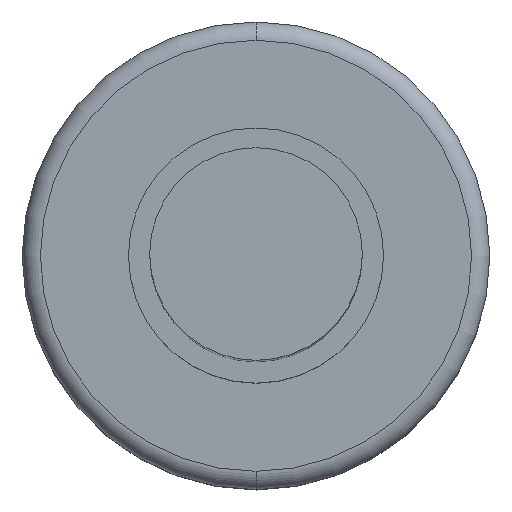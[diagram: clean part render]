
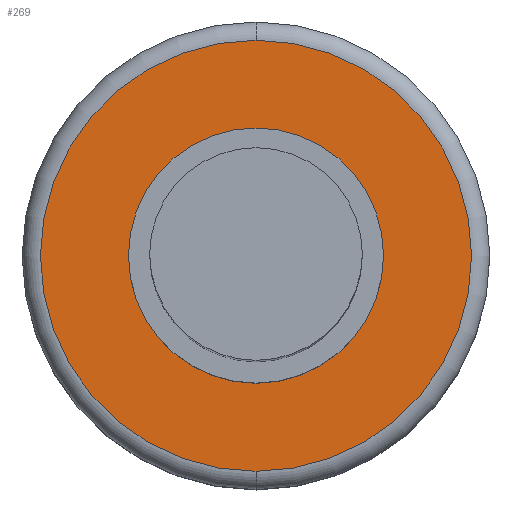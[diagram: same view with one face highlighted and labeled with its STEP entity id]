
A CAD part, top view. The second image highlights one B-rep face of the part: STEP entity #269.
In plain terms, the highlighted planar face has unit normal (0, 0, 1).
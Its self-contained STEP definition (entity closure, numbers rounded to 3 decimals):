
#2=CARTESIAN_POINT('',(0.,0.,0.));
#3=DIRECTION('',(0.,0.,-1.));
#4=DIRECTION('',(0.,1.,0.));
#5=AXIS2_PLACEMENT_3D('',#2,#3,#4);
#15=CARTESIAN_POINT('',(0.,0.,0.));
#16=DIRECTION('',(0.,0.,1.));
#17=DIRECTION('',(0.,1.,0.));
#18=AXIS2_PLACEMENT_3D('',#15,#16,#17);
#58=CARTESIAN_POINT('',(0.,0.,0.));
#59=DIRECTION('',(0.,0.,1.));
#60=DIRECTION('',(0.,1.,0.));
#61=AXIS2_PLACEMENT_3D('',#58,#59,#60);
#78=CARTESIAN_POINT('',(0.,0.,0.));
#79=DIRECTION('',(0.,0.,-1.));
#80=DIRECTION('',(0.,1.,0.));
#81=AXIS2_PLACEMENT_3D('',#78,#79,#80);
#196=CARTESIAN_POINT('',(0.,1.5,0.));
#198=VERTEX_POINT('',#196);
#204=CARTESIAN_POINT('',(0.,-1.5,0.));
#206=VERTEX_POINT('',#204);
#244=CARTESIAN_POINT('',(0.,2.535,0.));
#245=CARTESIAN_POINT('',(0.,-2.535,0.));
#246=VERTEX_POINT('',#244);
#247=VERTEX_POINT('',#245);
#252=CARTESIAN_POINT('',(0.,0.,0.));
#253=DIRECTION('',(0.,0.,-1.));
#254=DIRECTION('',(0.,-1.,0.));
#255=AXIS2_PLACEMENT_3D('',#252,#253,#254);
#256=PLANE('',#255);
#258=ORIENTED_EDGE('',*,*,#257,.F.);
#260=ORIENTED_EDGE('',*,*,#259,.T.);
#261=EDGE_LOOP('',(#258,#260));
#262=FACE_OUTER_BOUND('',#261,.F.);
#264=ORIENTED_EDGE('',*,*,#263,.F.);
#266=ORIENTED_EDGE('',*,*,#265,.T.);
#267=EDGE_LOOP('',(#264,#266));
#268=FACE_BOUND('',#267,.F.);
#269=ADVANCED_FACE('',(#262,#268),#256,.F.);
#6=CIRCLE('',#5,1.5);
#19=CIRCLE('',#18,1.5);
#62=CIRCLE('',#61,2.535);
#82=CIRCLE('',#81,2.535);
#257=EDGE_CURVE('',#246,#247,#62,.T.);
#259=EDGE_CURVE('',#246,#247,#82,.T.);
#263=EDGE_CURVE('',#198,#206,#6,.T.);
#265=EDGE_CURVE('',#198,#206,#19,.T.);
